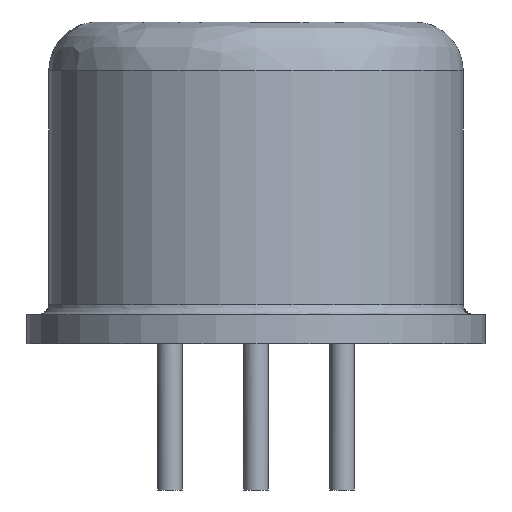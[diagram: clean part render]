
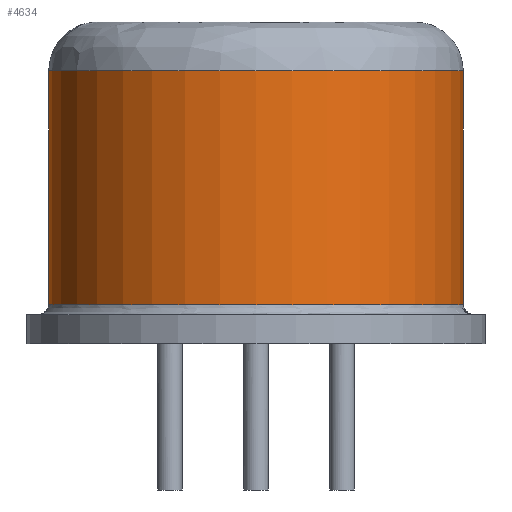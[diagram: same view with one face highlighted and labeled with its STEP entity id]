
A CAD part, front view. The second image highlights one B-rep face of the part: STEP entity #4634.
In plain terms, the highlighted cylindrical face has radius 4.25 mm (diameter 8.5 mm), a partial arc.
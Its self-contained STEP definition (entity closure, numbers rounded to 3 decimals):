
#202 = VERTEX_POINT ( 'NONE', #2811 ) ;
#211 = ORIENTED_EDGE ( 'NONE', *, *, #1406, .T. ) ;
#454 = EDGE_CURVE ( 'NONE', #3028, #202, #4118, .T. ) ;
#759 = LINE ( 'NONE', #8358, #4747 ) ;
#994 = AXIS2_PLACEMENT_3D ( 'NONE', #7638, #6800, #5966 ) ;
#1056 = CARTESIAN_POINT ( 'NONE',  ( 4.25, 0., 5.6 ) ) ;
#1087 = VERTEX_POINT ( 'NONE', #1056 ) ;
#1406 = EDGE_CURVE ( 'NONE', #202, #1087, #759, .T. ) ;
#1564 = CIRCLE ( 'NONE', #8091, 4.25 ) ;
#2242 = DIRECTION ( 'NONE',  ( 0., 0., 1. ) ) ;
#2268 = ORIENTED_EDGE ( 'NONE', *, *, #5275, .T. ) ;
#2618 = ORIENTED_EDGE ( 'NONE', *, *, #6469, .F. ) ;
#2811 = CARTESIAN_POINT ( 'NONE',  ( 4.25, 0., 0.8 ) ) ;
#2931 = VERTEX_POINT ( 'NONE', #3800 ) ;
#2975 = EDGE_LOOP ( 'NONE', ( #2618, #6833, #211, #2268 ) ) ;
#3028 = VERTEX_POINT ( 'NONE', #7505 ) ;
#3119 = CARTESIAN_POINT ( 'NONE',  ( -4.25, 0., 0.8 ) ) ;
#3800 = CARTESIAN_POINT ( 'NONE',  ( -4.25, 0., 5.6 ) ) ;
#3975 = LINE ( 'NONE', #3119, #5321 ) ;
#4118 = CIRCLE ( 'NONE', #5050, 4.25 ) ;
#4317 = CARTESIAN_POINT ( 'NONE',  ( 0., 0., 0.8 ) ) ;
#4634 = ADVANCED_FACE ( 'NONE', ( #4990 ), #7265, .T. ) ;
#4747 = VECTOR ( 'NONE', #7498, 1000. ) ;
#4990 = FACE_OUTER_BOUND ( 'NONE', #2975, .T. ) ;
#5050 = AXIS2_PLACEMENT_3D ( 'NONE', #4317, #8078, #7220 ) ;
#5275 = EDGE_CURVE ( 'NONE', #1087, #2931, #1564, .T. ) ;
#5321 = VECTOR ( 'NONE', #2242, 1000. ) ;
#5966 = DIRECTION ( 'NONE',  ( 1., 0., 0. ) ) ;
#6469 = EDGE_CURVE ( 'NONE', #3028, #2931, #3975, .T. ) ;
#6528 = DIRECTION ( 'NONE',  ( 1., 0., 0. ) ) ;
#6800 = DIRECTION ( 'NONE',  ( 0., 0., 1. ) ) ;
#6833 = ORIENTED_EDGE ( 'NONE', *, *, #454, .T. ) ;
#7220 = DIRECTION ( 'NONE',  ( 1., 0., 0. ) ) ;
#7265 = CYLINDRICAL_SURFACE ( 'NONE', #994, 4.25 ) ;
#7372 = DIRECTION ( 'NONE',  ( 0., 0., -1. ) ) ;
#7498 = DIRECTION ( 'NONE',  ( 0., 0., 1. ) ) ;
#7505 = CARTESIAN_POINT ( 'NONE',  ( -4.25, 0., 0.8 ) ) ;
#7638 = CARTESIAN_POINT ( 'NONE',  ( 0., 0., 0.8 ) ) ;
#8078 = DIRECTION ( 'NONE',  ( 0., 0., 1. ) ) ;
#8091 = AXIS2_PLACEMENT_3D ( 'NONE', #8226, #7372, #6528 ) ;
#8226 = CARTESIAN_POINT ( 'NONE',  ( 0., 0., 5.6 ) ) ;
#8358 = CARTESIAN_POINT ( 'NONE',  ( 4.25, 0., 0.8 ) ) ;
